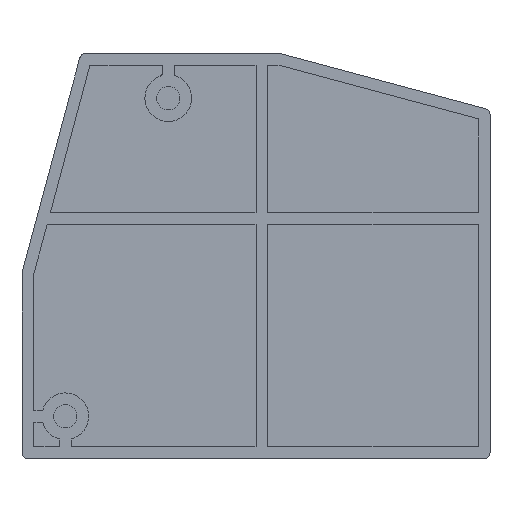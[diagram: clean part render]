
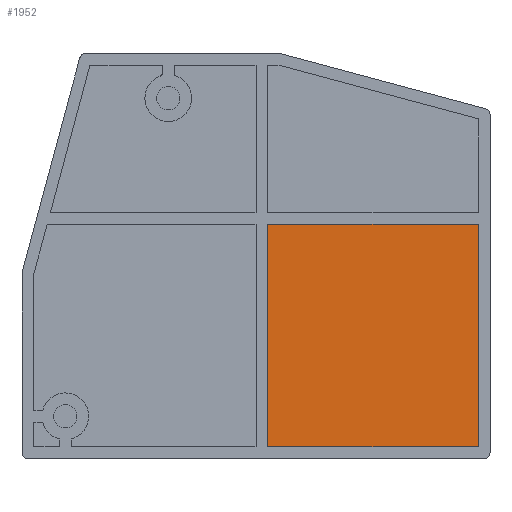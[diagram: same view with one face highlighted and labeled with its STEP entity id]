
A CAD part, left-side view. The second image highlights one B-rep face of the part: STEP entity #1952.
In plain terms, the highlighted planar face has unit normal (-1, 0, 0).
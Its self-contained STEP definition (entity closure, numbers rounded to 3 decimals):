
#101=AXIS2_PLACEMENT_3D('Plane Axis2P3D',#98,#99,#100) ;
#98=CARTESIAN_POINT('Axis2P3D Location',(5.35,0.,0.)) ;
#1496=CARTESIAN_POINT('Vertex',(5.35,1.,1.)) ;
#1503=CARTESIAN_POINT('Vertex',(5.35,1.,20.)) ;
#1506=CARTESIAN_POINT('Line Origine',(5.35,1.,10.5)) ;
#1522=CARTESIAN_POINT('Vertex',(5.35,19.,1.)) ;
#1525=CARTESIAN_POINT('Line Origine',(5.35,10.,1.)) ;
#1541=CARTESIAN_POINT('Vertex',(5.35,19.,20.)) ;
#1544=CARTESIAN_POINT('Line Origine',(5.35,19.,10.5)) ;
#1556=CARTESIAN_POINT('Line Origine',(5.35,10.,20.)) ;
#99=DIRECTION('Axis2P3D Direction',(-1.,0.,0.)) ;
#100=DIRECTION('Axis2P3D XDirection',(0.,0.,1.)) ;
#1507=DIRECTION('Vector Direction',(0.,0.,-1.)) ;
#1526=DIRECTION('Vector Direction',(0.,1.,0.)) ;
#1545=DIRECTION('Vector Direction',(0.,0.,1.)) ;
#1557=DIRECTION('Vector Direction',(0.,-1.,0.)) ;
#1508=VECTOR('Line Direction',#1507,1.) ;
#1527=VECTOR('Line Direction',#1526,1.) ;
#1546=VECTOR('Line Direction',#1545,1.) ;
#1558=VECTOR('Line Direction',#1557,1.) ;
#1947=ORIENTED_EDGE('',*,*,#1548,.T.) ;
#1948=ORIENTED_EDGE('',*,*,#1529,.T.) ;
#1949=ORIENTED_EDGE('',*,*,#1510,.T.) ;
#1950=ORIENTED_EDGE('',*,*,#1560,.T.) ;
#1952=ADVANCED_FACE('Hauptkoerper',(#1951),#102,.T.) ;
#1510=EDGE_CURVE('',#1497,#1504,#1509,.F.) ;
#1529=EDGE_CURVE('',#1523,#1497,#1528,.F.) ;
#1548=EDGE_CURVE('',#1542,#1523,#1547,.F.) ;
#1560=EDGE_CURVE('',#1504,#1542,#1559,.F.) ;
#1946=EDGE_LOOP('',(#1947,#1948,#1949,#1950)) ;
#1951=FACE_OUTER_BOUND('',#1946,.T.) ;
#1509=LINE('Line',#1506,#1508) ;
#1528=LINE('Line',#1525,#1527) ;
#1547=LINE('Line',#1544,#1546) ;
#1559=LINE('Line',#1556,#1558) ;
#102=PLANE('',#101) ;
#1497=VERTEX_POINT('',#1496) ;
#1504=VERTEX_POINT('',#1503) ;
#1523=VERTEX_POINT('',#1522) ;
#1542=VERTEX_POINT('',#1541) ;
